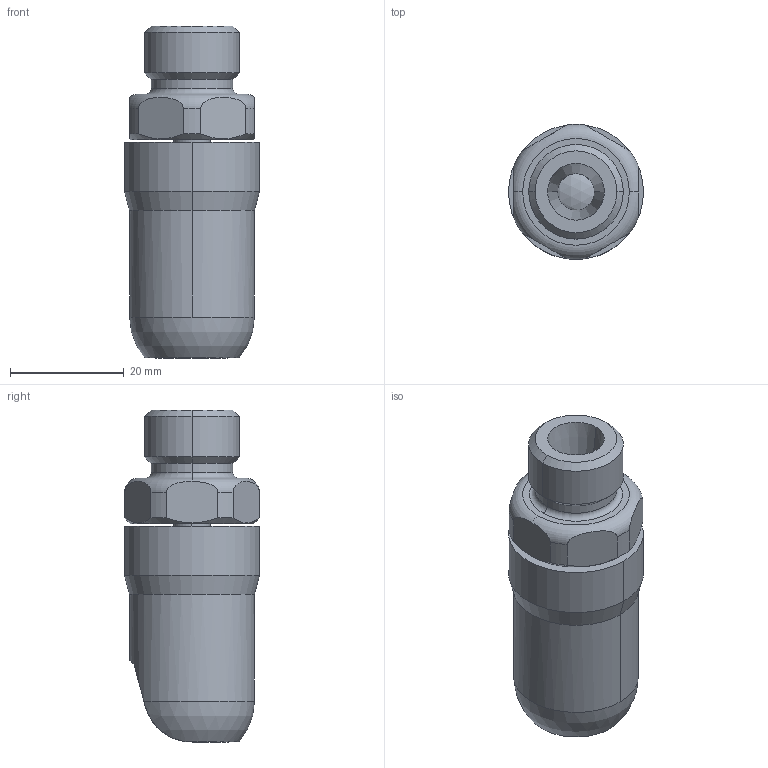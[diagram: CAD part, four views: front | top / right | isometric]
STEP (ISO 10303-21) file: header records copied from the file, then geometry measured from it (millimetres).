
FILE_DESCRIPTION((''),'2;1');
FILE_NAME('TMP162229_SW','2011-01-14T',('tooextcsr'),(''),'PRO/ENGINEER BY PARAMETRIC TECHNOLOGY CORPORATION, 2008310','PRO/ENGINEER BY PARAMETRIC TECHNOLOGY CORPORATION, 2008310','');
FILE_SCHEMA(('CONFIG_CONTROL_DESIGN', 'GEOMETRIC_VALIDATION_PROPERTIES_MIM'));
Length unit declared in the file: millimetre
Products named in the file (1): TMP162229_SW
Bounding box: 23.8 x 23.8 x 58.5 mm (x, y, z)
Surface area: 7641.3 mm2 (no closed solid volume)
Topology: 0 solids, 7 shells, 94 faces, 262 edges, 167 vertices
Faces by surface type: cylinder 30, plane 23, cone 17, torus 17, sphere 7
Entity records: 3905 total; most frequent: CARTESIAN_POINT 945, DIRECTION 539, ORIENTED_EDGE 467, EDGE_CURVE 258, AXIS2_PLACEMENT_3D 234, VERTEX_POINT 167, CIRCLE 140, EDGE_LOOP 100
